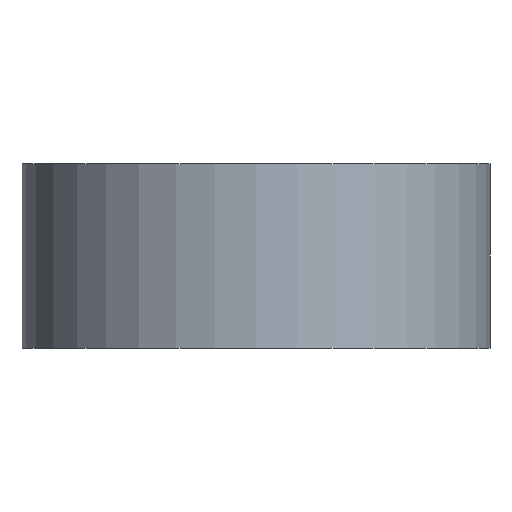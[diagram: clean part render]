
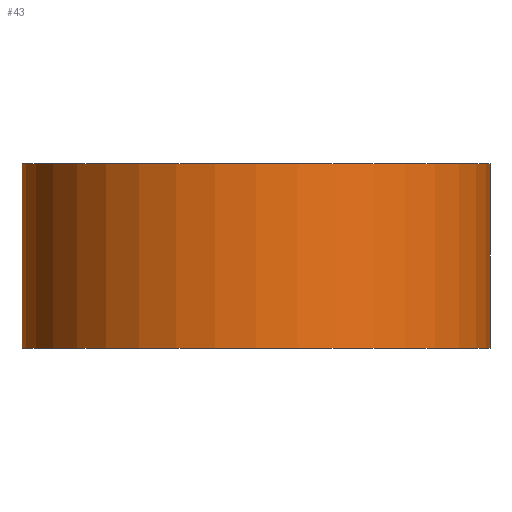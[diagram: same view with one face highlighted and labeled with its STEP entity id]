
A CAD part, front view. The second image highlights one B-rep face of the part: STEP entity #43.
In plain terms, the highlighted cylindrical face has radius 3 mm (diameter 6 mm), a partial arc.
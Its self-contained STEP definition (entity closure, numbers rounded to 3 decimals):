
#6 = EDGE_CURVE ( 'NONE', #66, #59, #145, .T. ) ;
#7 = EDGE_CURVE ( 'NONE', #58, #63, #110, .T. ) ;
#9 = EDGE_CURVE ( 'NONE', #56, #66, #138, .T. ) ;
#29 = ORIENTED_EDGE ( 'NONE', *, *, #33, .T. ) ;
#31 = EDGE_LOOP ( 'NONE', ( #32, #29, #45, #42, #34 ) ) ;
#32 = ORIENTED_EDGE ( 'NONE', *, *, #9, .F. ) ;
#33 = EDGE_CURVE ( 'NONE', #56, #58, #126, .T. ) ;
#34 = ORIENTED_EDGE ( 'NONE', *, *, #6, .F. ) ;
#42 = ORIENTED_EDGE ( 'NONE', *, *, #65, .F. ) ;
#43 = ADVANCED_FACE ( 'NONE', ( #161 ), #175, .T. ) ;
#45 = ORIENTED_EDGE ( 'NONE', *, *, #7, .T. ) ;
#56 = VERTEX_POINT ( 'NONE', #188 ) ;
#58 = VERTEX_POINT ( 'NONE', #213 ) ;
#59 = VERTEX_POINT ( 'NONE', #212 ) ;
#63 = VERTEX_POINT ( 'NONE', #206 ) ;
#65 = EDGE_CURVE ( 'NONE', #59, #63, #227, .T. ) ;
#66 = VERTEX_POINT ( 'NONE', #234 ) ;
#82 = DIRECTION ( 'NONE',  ( 1., 0., 0. ) ) ;
#86 = AXIS2_PLACEMENT_3D ( 'NONE', #144, #143, #142 ) ;
#92 = DIRECTION ( 'NONE',  ( 0., 0., 1. ) ) ;
#93 = VECTOR ( 'NONE', #92, 1000. ) ;
#94 = CARTESIAN_POINT ( 'NONE',  ( 3., 0., 8.832 ) ) ;
#110 = LINE ( 'NONE', #94, #93 ) ;
#123 = DIRECTION ( 'NONE',  ( 0., 0., 1. ) ) ;
#124 = CARTESIAN_POINT ( 'NONE',  ( 0., 0., -1.185 ) ) ;
#125 = AXIS2_PLACEMENT_3D ( 'NONE', #124, #123, #82 ) ;
#126 = CIRCLE ( 'NONE', #125, 3. ) ;
#135 = DIRECTION ( 'NONE',  ( 0., 0., 1. ) ) ;
#136 = VECTOR ( 'NONE', #135, 1000. ) ;
#137 = CARTESIAN_POINT ( 'NONE',  ( -3., 0., 8.832 ) ) ;
#138 = LINE ( 'NONE', #137, #136 ) ;
#142 = DIRECTION ( 'NONE',  ( 1., 0., 0. ) ) ;
#143 = DIRECTION ( 'NONE',  ( 0., 0., 1. ) ) ;
#144 = CARTESIAN_POINT ( 'NONE',  ( 0., 0., 1.185 ) ) ;
#145 = CIRCLE ( 'NONE', #86, 3. ) ;
#156 = DIRECTION ( 'NONE',  ( 1., 0., 0. ) ) ;
#161 = FACE_OUTER_BOUND ( 'NONE', #31, .T. ) ;
#174 = CARTESIAN_POINT ( 'NONE',  ( 0., 0., 8.832 ) ) ;
#175 = CYLINDRICAL_SURFACE ( 'NONE', #181, 3. ) ;
#180 = DIRECTION ( 'NONE',  ( 0., 0., 1. ) ) ;
#181 = AXIS2_PLACEMENT_3D ( 'NONE', #174, #180, #156 ) ;
#188 = CARTESIAN_POINT ( 'NONE',  ( -3., 0., -1.185 ) ) ;
#206 = CARTESIAN_POINT ( 'NONE',  ( 3., 0., 1.185 ) ) ;
#212 = CARTESIAN_POINT ( 'NONE',  ( 0., -3., 1.185 ) ) ;
#213 = CARTESIAN_POINT ( 'NONE',  ( 3., 0., -1.185 ) ) ;
#221 = CARTESIAN_POINT ( 'NONE',  ( 0., 0., 1.185 ) ) ;
#222 = DIRECTION ( 'NONE',  ( 0., 0., 1. ) ) ;
#227 = CIRCLE ( 'NONE', #233, 3. ) ;
#233 = AXIS2_PLACEMENT_3D ( 'NONE', #221, #222, #251 ) ;
#234 = CARTESIAN_POINT ( 'NONE',  ( -3., 0., 1.185 ) ) ;
#251 = DIRECTION ( 'NONE',  ( 1., 0., 0. ) ) ;
